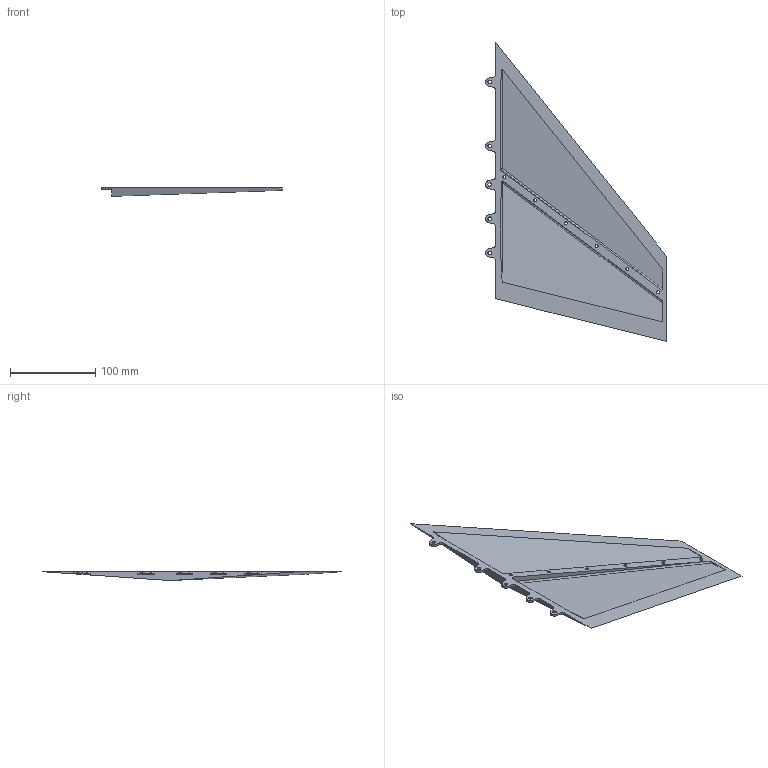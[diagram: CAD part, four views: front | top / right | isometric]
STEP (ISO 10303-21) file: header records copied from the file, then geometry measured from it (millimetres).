
FILE_DESCRIPTION(('CATIA V5 STEP Exchange'),'2;1');
FILE_NAME('AmeAileronGauche.stp','2019-03-11T17:35:59+00:00',('none'),('none'),'CATIA Version 5 Release 21 GA (IN-10)','CATIA V5 STEP AP203','none');
FILE_SCHEMA(('CONFIG_CONTROL_DESIGN'));
Length unit declared in the file: millimetre
Products named in the file (1): AmeAileronGauche
Bounding box: 212 x 350 x 10.15 mm (x, y, z)
Volume: 73437.5 mm3; surface area: 86355.4 mm2
Topology: 1 solids, 1 shells, 82 faces, 238 edges, 158 vertices
Faces by surface type: cylinder 49, plane 31, sphere 2
Entity records: 2885 total; most frequent: CARTESIAN_POINT 780, ORIENTED_EDGE 472, DIRECTION 330, EDGE_CURVE 236, VERTEX_POINT 158, AXIS2_PLACEMENT_3D 143, VECTOR 124, LINE 124
